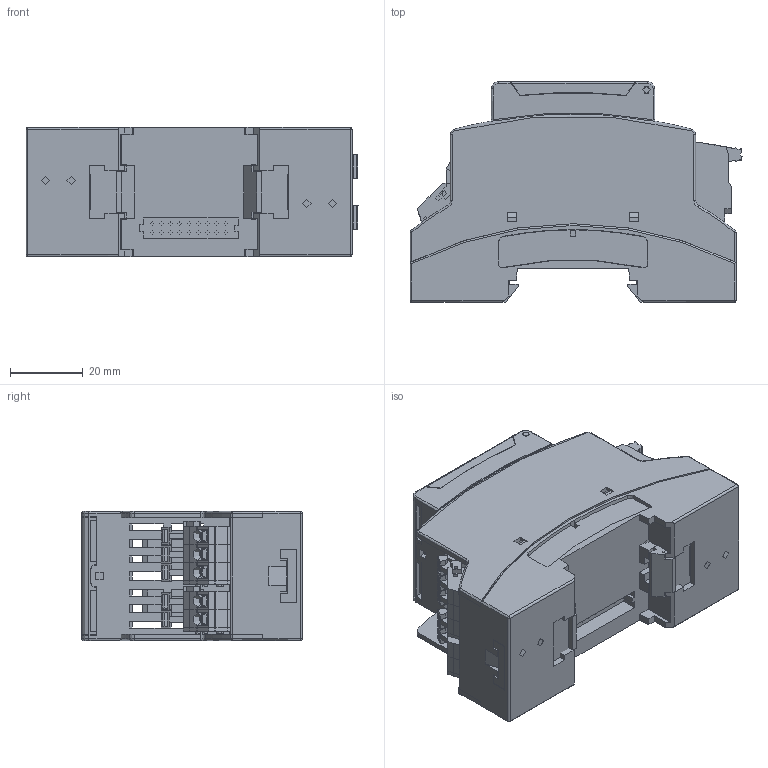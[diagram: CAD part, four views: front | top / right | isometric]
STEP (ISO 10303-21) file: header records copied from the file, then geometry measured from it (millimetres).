
FILE_DESCRIPTION(/* description */ (''),/* implementation_level */ '2;1');
FILE_NAME(/* name */ 'Entube DE-HB-S.stp',/* time_stamp */ '2019-02-21T02:03:10+02:00',/* author */ ('GG'),/* organization */ (''),/* preprocessor_version */ 'ST-DEVELOPER v16.13',/* originating_system */ 'Autodesk Inventor 2018',/* authorisation */ '');
FILE_SCHEMA (('AUTOMOTIVE_DESIGN { 1 0 10303 214 3 1 1 }'));
Products named in the file (25): Entube DE-HB-S; 2896254; BC_35.6_GEH-UT_HBUS_H.Select; Fussriegel_14.4_L30_Sperr_H.Select.1; 2896047; BC_35.6_GEH-OT_U22_H.Select; BC_35.6_DKL_R_H.Select DE-HB; Board_Entube_DE-HB_PCB; 1792096 Red; PLH_5_1-7.5 - Red; 1792096 Black; PLH_5_1-7.5; STEP-691414720005B; Solid10; Solid11; Solid12; Solid13; STEP-691414720006B; Solid1_2; Solid3_2; Solid4_2; Solid7_2; Solid8_2; Solid6_2; Solid9_2
Assembly tree (36 placements, depth 3):
  Entube DE-HB-S
    2896254
      BC_35.6_GEH-UT_HBUS_H.Select
      Fussriegel_14.4_L30_Sperr_H.Select.1  x2
    2896047
      BC_35.6_GEH-OT_U22_H.Select
    BC_35.6_DKL_R_H.Select DE-HB
    Board_Entube_DE-HB_PCB
    1792096 Red
      PLH_5_1-7.5 - Red
    1792096 Black
      PLH_5_1-7.5
    STEP-691414720005B
      Solid1_2
      Solid3_2
      Solid4_2
      Solid6_2
      Solid9_2
      Solid10  x2
      Solid11  x2
      Solid12  x2
      Solid13  x2
    STEP-691414720006B
      Solid1_2
      Solid3_2
      Solid4_2
      Solid7_2
      Solid8_2
      Solid6_2  x2
      Solid9_2  x2
Bounding box: 91.33 x 60.7 x 35.6 mm (x, y, z)
Volume: 47958.1 mm3; surface area: 64810.8 mm2
Topology: 30 solids, 30 shells, 2451 faces, 6869 edges, 4498 vertices
Faces by surface type: plane 1850, cylinder 536, torus 20, cone 19, bspline 18, sphere 8
Full cylindrical faces by diameter (mm): 0.356 x14, 0.381 x14, 0.406 x24, 0.457 x13, 0.508 x13, 0.762 x8, 0.813 x2, 1 x18, 1.067 x6, 1.168 x9, 1.2 x12, 1.25 x12, 1.4 x17, 1.422 x4, 1.524 x4, 1.6 x24, 1.727 x4, 1.778 x1, 2 x4, 2.4 x6, 2.5 x2, 4.2 x2
Entity records: 62956 total; most frequent: CARTESIAN_POINT 11690, ORIENTED_EDGE 10150, DIRECTION 9696, EDGE_CURVE 5075, LINE 4142, VECTOR 4142, VERTEX_POINT 3443, AXIS2_PLACEMENT_3D 2777
